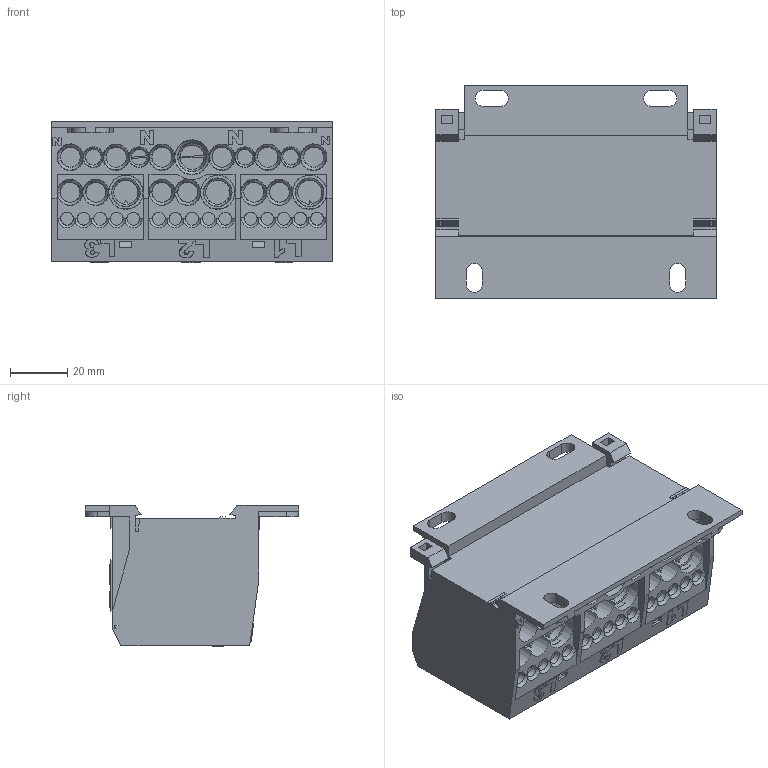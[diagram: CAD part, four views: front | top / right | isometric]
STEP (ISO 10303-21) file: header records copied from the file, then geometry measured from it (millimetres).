
FILE_DESCRIPTION((''),'2;1');
FILE_NAME('1747_0_SVB125_4.stp','2012-07-26T09:19:49',(''),(''),'Autodesk Inventor 2012','Autodesk Inventor 2012','');
FILE_SCHEMA(('AUTOMOTIVE_DESIGN { 1 0 10303 214 1 1 1 1 }'));
Length unit declared in the file: millimetre
Products named in the file (1): SVB125/4
Bounding box: 98 x 74.5 x 49.3 mm (x, y, z)
Volume: 181592.8 mm3; surface area: 54011.1 mm2
Topology: 1 solids, 2 shells, 1504 faces, 4009 edges, 2685 vertices
Faces by surface type: plane 1078, bspline 183, cylinder 118, cone 94, sphere 31
Full cylindrical faces by diameter (mm): 4.5 x15, 6 x9, 7.02 x4, 7.5 x9, 10.025 x1
Entity records: 57716 total; most frequent: CARTESIAN_POINT 19636, ORIENTED_EDGE 8014, DIRECTION 6753, EDGE_CURVE 4007, VECTOR 2847, LINE 2847, VERTEX_POINT 2684, AXIS2_PLACEMENT_3D 1953
